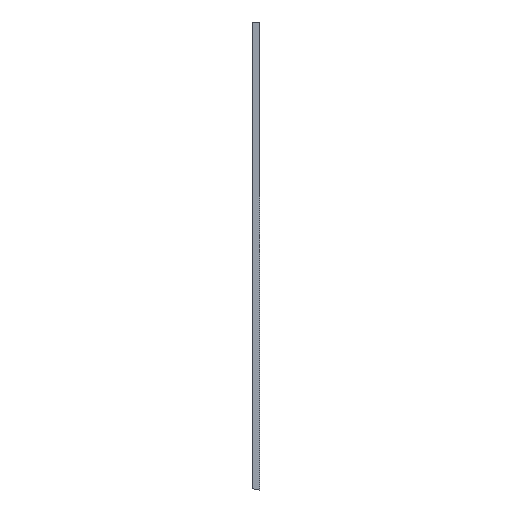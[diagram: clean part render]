
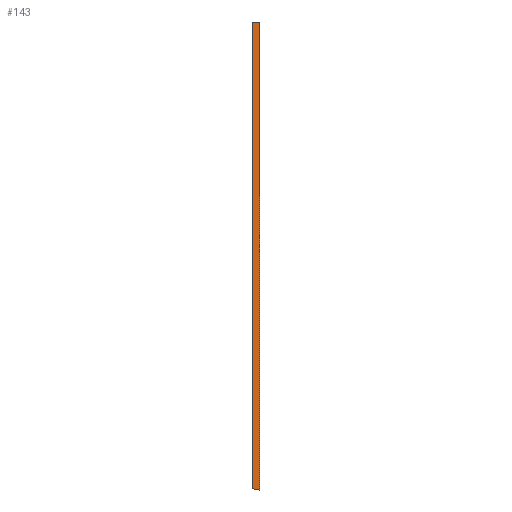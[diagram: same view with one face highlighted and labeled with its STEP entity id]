
A CAD part, front view. The second image highlights one B-rep face of the part: STEP entity #143.
In plain terms, the highlighted planar face has unit normal (0, -1, 0).
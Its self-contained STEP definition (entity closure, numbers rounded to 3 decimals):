
#6 = DIRECTION ( 'NONE',  ( 0., 0., 1. ) ) ;
#12 = DIRECTION ( 'NONE',  ( 0., 0., -1. ) ) ;
#18 = LINE ( 'NONE', #319, #529 ) ;
#56 = ORIENTED_EDGE ( 'NONE', *, *, #228, .F. ) ;
#63 = LINE ( 'NONE', #576, #654 ) ;
#118 = CARTESIAN_POINT ( 'NONE',  ( 81.404, 3., 139.399 ) ) ;
#123 = DIRECTION ( 'NONE',  ( 0., -1., 0. ) ) ;
#143 = ADVANCED_FACE ( 'NONE', ( #483 ), #795, .T. ) ;
#172 = CARTESIAN_POINT ( 'NONE',  ( 80.904, 3., 39.433 ) ) ;
#176 = VERTEX_POINT ( 'NONE', #429 ) ;
#228 = EDGE_CURVE ( 'NONE', #459, #625, #702, .T. ) ;
#231 = EDGE_CURVE ( 'NONE', #611, #176, #18, .T. ) ;
#291 = AXIS2_PLACEMENT_3D ( 'NONE', #172, #123, #421 ) ;
#319 = CARTESIAN_POINT ( 'NONE',  ( 80.904, 3., 139.399 ) ) ;
#333 = ORIENTED_EDGE ( 'NONE', *, *, #750, .F. ) ;
#367 = ORIENTED_EDGE ( 'NONE', *, *, #231, .F. ) ;
#374 = CARTESIAN_POINT ( 'NONE',  ( 82.904, 3., 39.433 ) ) ;
#380 = DIRECTION ( 'NONE',  ( 1., 0., 0. ) ) ;
#416 = CARTESIAN_POINT ( 'NONE',  ( 81.404, 3., 39.711 ) ) ;
#421 = DIRECTION ( 'NONE',  ( 0., 0., -1. ) ) ;
#429 = CARTESIAN_POINT ( 'NONE',  ( 82.904, 3., 139.399 ) ) ;
#440 = DIRECTION ( 'NONE',  ( -0.983, 0., 0.182 ) ) ;
#459 = VERTEX_POINT ( 'NONE', #772 ) ;
#483 = FACE_OUTER_BOUND ( 'NONE', #484, .T. ) ;
#484 = EDGE_LOOP ( 'NONE', ( #503, #56, #333, #367 ) ) ;
#503 = ORIENTED_EDGE ( 'NONE', *, *, #744, .F. ) ;
#529 = VECTOR ( 'NONE', #380, 1000. ) ;
#567 = LINE ( 'NONE', #374, #602 ) ;
#576 = CARTESIAN_POINT ( 'NONE',  ( 81.404, 3., 39.804 ) ) ;
#602 = VECTOR ( 'NONE', #12, 1000. ) ;
#611 = VERTEX_POINT ( 'NONE', #118 ) ;
#625 = VERTEX_POINT ( 'NONE', #416 ) ;
#654 = VECTOR ( 'NONE', #6, 1000. ) ;
#695 = CARTESIAN_POINT ( 'NONE',  ( 80.904, 3., 39.804 ) ) ;
#702 = LINE ( 'NONE', #695, #778 ) ;
#744 = EDGE_CURVE ( 'NONE', #625, #611, #63, .T. ) ;
#750 = EDGE_CURVE ( 'NONE', #176, #459, #567, .T. ) ;
#772 = CARTESIAN_POINT ( 'NONE',  ( 82.904, 3., 39.433 ) ) ;
#778 = VECTOR ( 'NONE', #440, 1000. ) ;
#795 = PLANE ( 'NONE',  #291 ) ;
